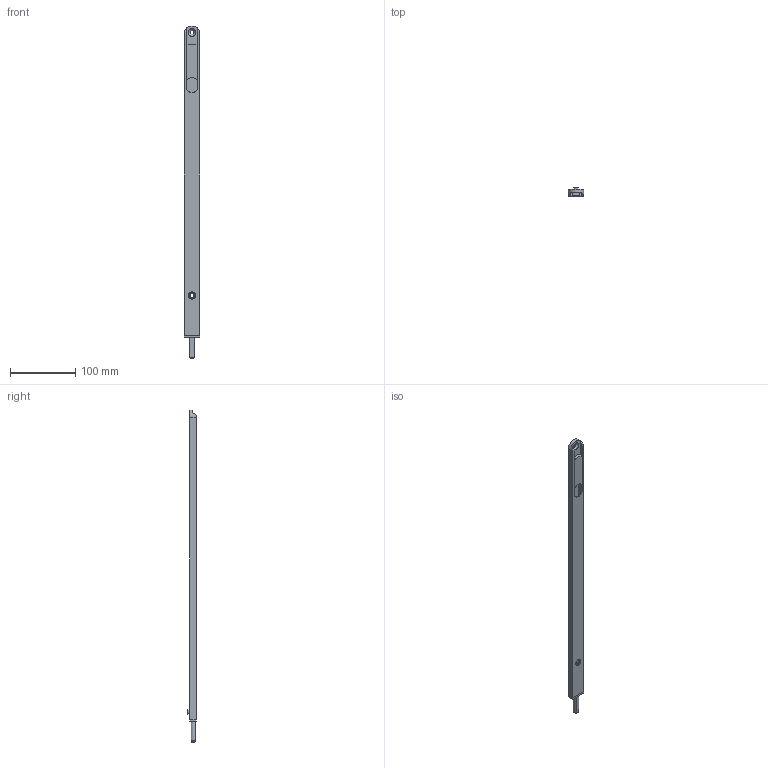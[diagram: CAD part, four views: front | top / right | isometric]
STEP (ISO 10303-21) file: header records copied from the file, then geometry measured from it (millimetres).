
FILE_DESCRIPTION(/* description */ (''),/* implementation_level */ '2;1');
FILE_NAME(/* name */ '1351.stp',/* time_stamp */ '2019-08-14T15:56:50+02:00',/* author */ ('Giuliano'),/* organization */ (''),/* preprocessor_version */ 'ST-DEVELOPER v17.2',/* originating_system */ 'Autodesk Inventor 2019',/* authorisation */ '');
FILE_SCHEMA (('AUTOMOTIVE_DESIGN { 1 0 10303 214 3 1 1 }'));
Length unit declared in the file: millimetre
Products named in the file (5): 1351; 20948_01; 20948_02; 20948_03; 20948_04
Assembly tree (4 placements, depth 2):
  1351
    20948_01
    20948_02
    20948_03
    20948_04
Bounding box: 24 x 13 x 510 mm (x, y, z)
Volume: 42647 mm3; surface area: 54499.6 mm2
Topology: 4 solids, 4 shells, 85 faces, 228 edges, 152 vertices
Faces by surface type: plane 70, cylinder 13, cone 2
Full cylindrical faces by diameter (mm): 3 x1, 5.5 x2, 6.8 x1, 9 x1, 11 x1
Entity records: 2851 total; most frequent: CARTESIAN_POINT 478, ORIENTED_EDGE 456, DIRECTION 450, EDGE_CURVE 228, LINE 190, VECTOR 190, VERTEX_POINT 152, AXIS2_PLACEMENT_3D 130
